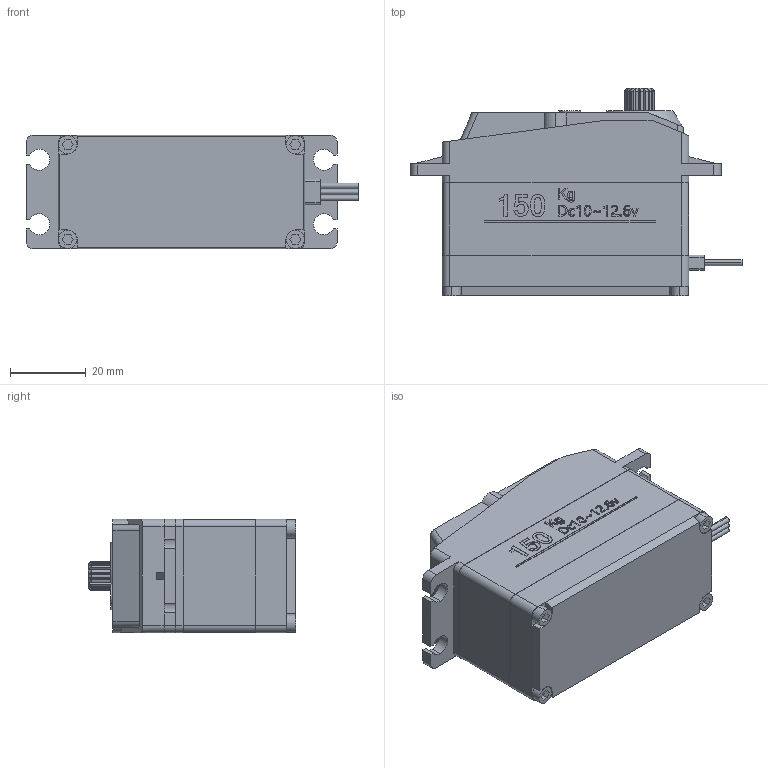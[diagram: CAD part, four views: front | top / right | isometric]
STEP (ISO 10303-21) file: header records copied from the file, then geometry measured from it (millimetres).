
FILE_DESCRIPTION (( 'STEP AP203' ), '1' );
FILE_NAME ('DSSERVO_150kg_80kg_60kg.STEP', '2023-03-03T11:57:36', ( '' ), ( '' ), 'SwSTEP 2.0', 'SolidWorks 2019', '' );
FILE_SCHEMA (( 'CONFIG_CONTROL_DESIGN' ));
Length unit declared in the file: millimetre
Products named in the file (1): DSSERVO_150kg_80kg_60kg
Bounding box: 87.5 x 54.7 x 30 mm (x, y, z)
Volume: 92214.2 mm3; surface area: 15058 mm2
Topology: 1 solids, 7 shells, 733 faces, 1949 edges, 1293 vertices
Faces by surface type: plane 358, cylinder 176, bspline 174, cone 21, torus 4
Entity records: 32440 total; most frequent: CARTESIAN_POINT 15209, ORIENTED_EDGE 3898, DIRECTION 2948, EDGE_CURVE 1949, VERTEX_POINT 1293, LINE 1176, VECTOR 1176, AXIS2_PLACEMENT_3D 886
